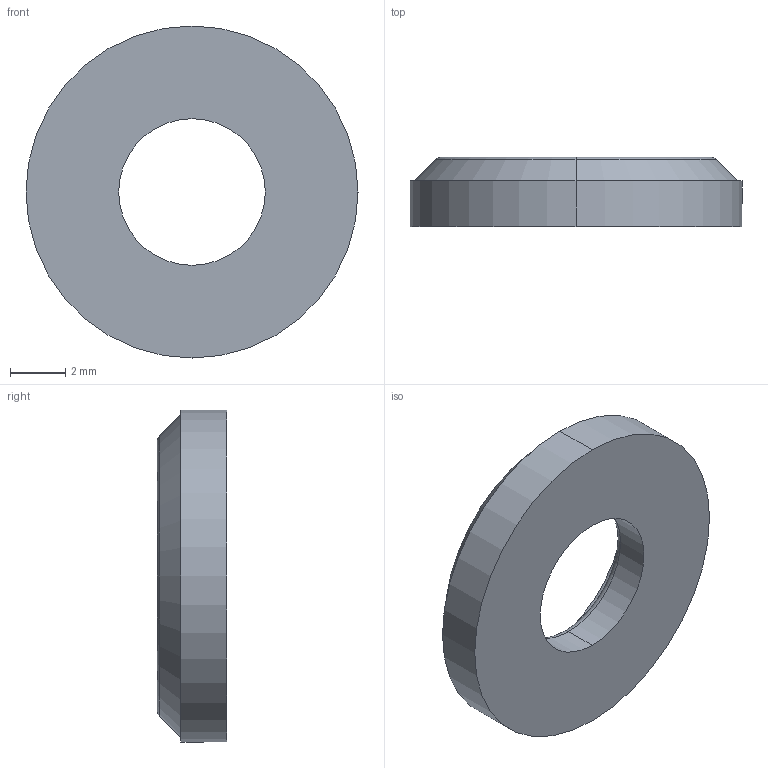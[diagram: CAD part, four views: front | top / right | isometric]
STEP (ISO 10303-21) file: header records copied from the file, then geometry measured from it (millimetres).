
FILE_DESCRIPTION (( 'STEP AP214' ), '1' );
FILE_NAME ('THA_270_3.STEP', '2015-04-27T05:53:08', ( '' ), ( '' ), 'SwSTEP 2.0', 'SolidWorks 2015', '' );
FILE_SCHEMA (( 'AUTOMOTIVE_DESIGN' ));
Length unit declared in the file: millimetre
Products named in the file (2): facing ring; THA_270_3
Assembly tree (1 placements, depth 2):
  THA_270_3
    facing ring
Bounding box: 12 x 2.5 x 12 mm (x, y, z)
Volume: 179.1 mm3; surface area: 304.5 mm2
Topology: 1 solids, 1 shells, 16 faces, 32 edges, 20 vertices
Faces by surface type: cylinder 6, torus 4, plane 4, cone 2
Entity records: 498 total; most frequent: DIRECTION 96, CARTESIAN_POINT 72, ORIENTED_EDGE 64, AXIS2_PLACEMENT_3D 44, EDGE_CURVE 32, CIRCLE 24, VERTEX_POINT 20, EDGE_LOOP 20
